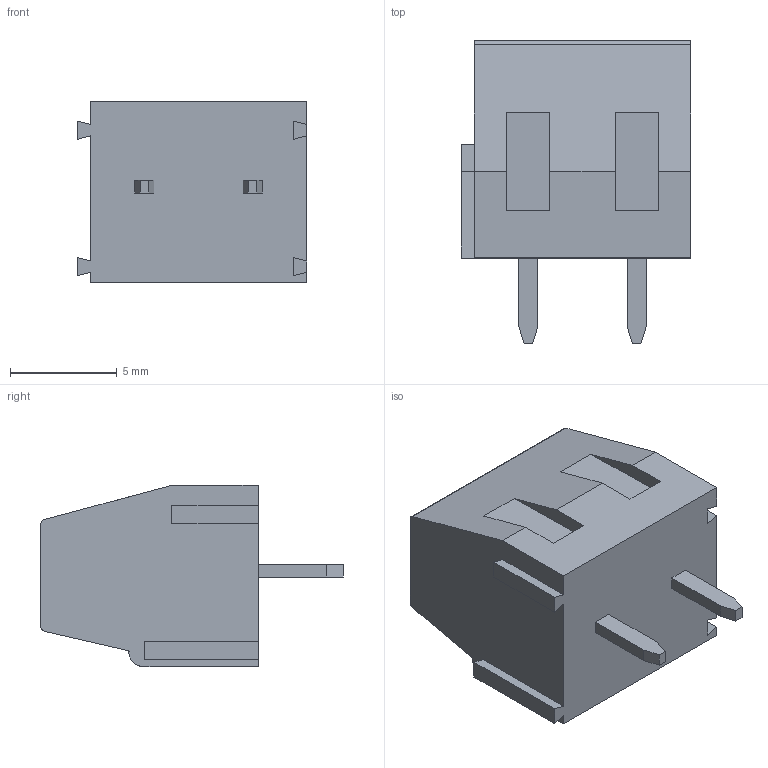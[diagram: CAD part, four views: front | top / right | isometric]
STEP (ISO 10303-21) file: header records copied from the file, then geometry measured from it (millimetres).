
FILE_DESCRIPTION( ('This file contains a STEP AP42 implementation' ,'as created by ZW3D STEP Interface translator.') ,'2;1' );
FILE_NAME( 'WJ127-5.08-02P-00A.stp' ,'22 520.165158', (''), ('ZWCAD Software Co.'), 'Version 1.0', 'ZW3D to STEP translator', '' );
FILE_SCHEMA(('AUTOMOTIVE_DESIGN'));
Length unit declared in the file: millimetre
Products named in the file (2): 0; wj127-508.prt
Bounding box: 10.77 x 14.2 x 8.5 mm (x, y, z)
Volume: 719.5 mm3; surface area: 711.7 mm2
Topology: 1 solids, 1 shells, 153 faces, 367 edges, 232 vertices
Faces by surface type: bspline 153
Entity records: 4968 total; most frequent: CARTESIAN_POINT 2579, ORIENTED_EDGE 734, EDGE_CURVE 367, B_SPLINE_CURVE_WITH_KNOTS 273, VERTEX_POINT 232, EDGE_LOOP 169, FACE_OUTER_BOUND 153, ADVANCED_FACE 153
